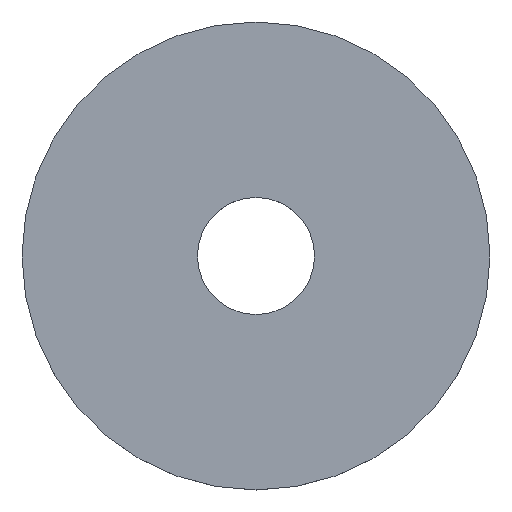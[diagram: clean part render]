
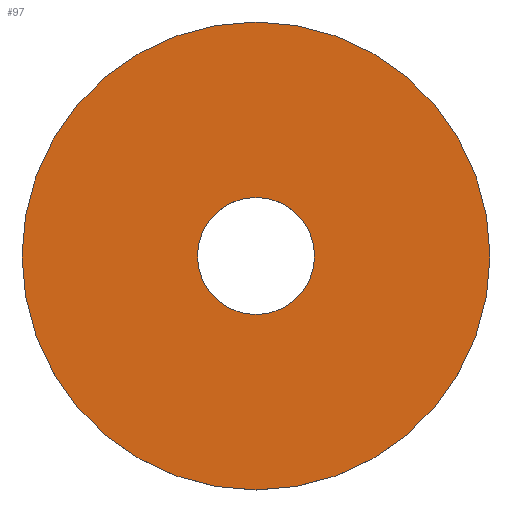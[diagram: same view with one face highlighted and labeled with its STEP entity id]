
A CAD part, top view. The second image highlights one B-rep face of the part: STEP entity #97.
In plain terms, the highlighted planar face has unit normal (0, 0, 1).
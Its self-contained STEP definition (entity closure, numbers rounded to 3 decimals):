
#2 = VERTEX_POINT ( 'NONE', #85 ) ;
#4 = FACE_BOUND ( 'NONE', #150, .T. ) ;
#5 = CARTESIAN_POINT ( 'NONE',  ( 0., 0., 1.8 ) ) ;
#31 = DIRECTION ( 'NONE',  ( 0., 0., -1. ) ) ;
#45 = ORIENTED_EDGE ( 'NONE', *, *, #51, .T. ) ;
#48 = CIRCLE ( 'NONE', #93, 20. ) ;
#49 = PLANE ( 'NONE',  #143 ) ;
#51 = EDGE_CURVE ( 'NONE', #121, #121, #72, .T. ) ;
#59 = DIRECTION ( 'NONE',  ( 0., 0., 1. ) ) ;
#60 = DIRECTION ( 'NONE',  ( 0., 0., -1. ) ) ;
#61 = DIRECTION ( 'NONE',  ( 0., 1., 0. ) ) ;
#72 = CIRCLE ( 'NONE', #124, 5. ) ;
#85 = CARTESIAN_POINT ( 'NONE',  ( 0., 20., 1.8 ) ) ;
#86 = ORIENTED_EDGE ( 'NONE', *, *, #148, .F. ) ;
#93 = AXIS2_PLACEMENT_3D ( 'NONE', #5, #60, #139 ) ;
#97 = ADVANCED_FACE ( 'NONE', ( #4, #165 ), #49, .T. ) ;
#100 = EDGE_LOOP ( 'NONE', ( #86 ) ) ;
#105 = CARTESIAN_POINT ( 'NONE',  ( 0., 0., 1.8 ) ) ;
#121 = VERTEX_POINT ( 'NONE', #129 ) ;
#124 = AXIS2_PLACEMENT_3D ( 'NONE', #105, #31, #61 ) ;
#129 = CARTESIAN_POINT ( 'NONE',  ( 0., 5., 1.8 ) ) ;
#139 = DIRECTION ( 'NONE',  ( 0., 1., 0. ) ) ;
#143 = AXIS2_PLACEMENT_3D ( 'NONE', #160, #59, #151 ) ;
#148 = EDGE_CURVE ( 'NONE', #2, #2, #48, .T. ) ;
#150 = EDGE_LOOP ( 'NONE', ( #45 ) ) ;
#151 = DIRECTION ( 'NONE',  ( 0., -1., 0. ) ) ;
#160 = CARTESIAN_POINT ( 'NONE',  ( 0., 5., 1.8 ) ) ;
#165 = FACE_OUTER_BOUND ( 'NONE', #100, .T. ) ;
